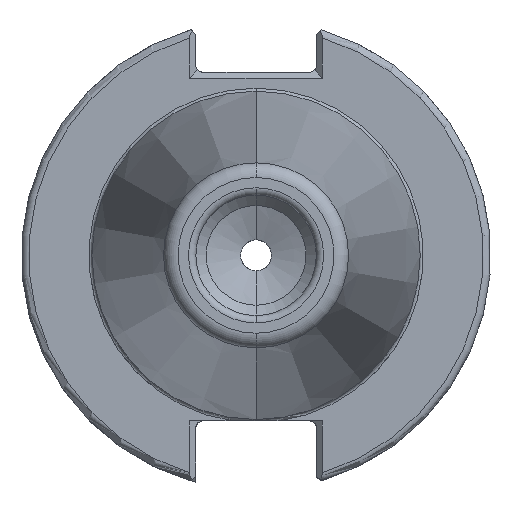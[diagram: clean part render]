
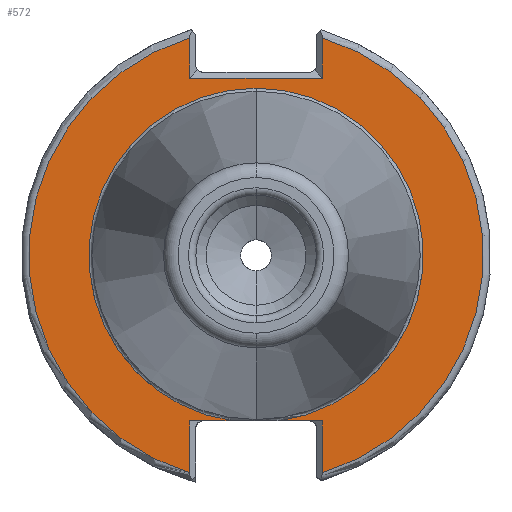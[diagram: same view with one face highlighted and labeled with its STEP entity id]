
A CAD part, left-side view. The second image highlights one B-rep face of the part: STEP entity #572.
In plain terms, the highlighted planar face has unit normal (-1, 0, 0).
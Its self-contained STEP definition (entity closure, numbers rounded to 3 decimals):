
#60 = EDGE_CURVE ( 'NONE', #3014, #1236, #4021, .T. ) ;
#66 = CARTESIAN_POINT ( 'NONE',  ( -76.82, -8.19, -22.41 ) ) ;
#119 = CARTESIAN_POINT ( 'NONE',  ( -76.82, -8.99, 24. ) ) ;
#188 = CIRCLE ( 'NONE', #4261, 22.625 ) ;
#274 = CARTESIAN_POINT ( 'NONE',  ( -76.82, 0., 0. ) ) ;
#307 = ORIENTED_EDGE ( 'NONE', *, *, #3545, .T. ) ;
#370 = VECTOR ( 'NONE', #3169, 1000. ) ;
#498 = DIRECTION ( 'NONE',  ( 0., 0., 1. ) ) ;
#572 = ADVANCED_FACE ( 'NONE', ( #1468 ), #1614, .F. ) ;
#590 = DIRECTION ( 'NONE',  ( 0., 0., 1. ) ) ;
#618 = DIRECTION ( 'NONE',  ( 0., -1., 0. ) ) ;
#667 = EDGE_CURVE ( 'NONE', #3917, #1843, #188, .T. ) ;
#742 = CARTESIAN_POINT ( 'NONE',  ( -76.82, -3.112, -22.41 ) ) ;
#803 = ORIENTED_EDGE ( 'NONE', *, *, #1283, .F. ) ;
#811 = VERTEX_POINT ( 'NONE', #742 ) ;
#926 = LINE ( 'NONE', #66, #3062 ) ;
#1003 = EDGE_CURVE ( 'NONE', #811, #5176, #926, .T. ) ;
#1070 = CARTESIAN_POINT ( 'NONE',  ( -76.82, 0., 0. ) ) ;
#1129 = LINE ( 'NONE', #2325, #2186 ) ;
#1140 = DIRECTION ( 'NONE',  ( 0., -1., 0. ) ) ;
#1202 = DIRECTION ( 'NONE',  ( 1., 0., 0. ) ) ;
#1212 = EDGE_CURVE ( 'NONE', #1236, #1227, #1129, .T. ) ;
#1227 = VERTEX_POINT ( 'NONE', #1494 ) ;
#1236 = VERTEX_POINT ( 'NONE', #119 ) ;
#1283 = EDGE_CURVE ( 'NONE', #811, #3917, #5015, .T. ) ;
#1360 = VERTEX_POINT ( 'NONE', #2263 ) ;
#1382 = AXIS2_PLACEMENT_3D ( 'NONE', #3569, #1202, #3182 ) ;
#1399 = AXIS2_PLACEMENT_3D ( 'NONE', #4199, #4478, #1762 ) ;
#1413 = EDGE_CURVE ( 'NONE', #5176, #4630, #2613, .T. ) ;
#1468 = FACE_OUTER_BOUND ( 'NONE', #2372, .T. ) ;
#1494 = CARTESIAN_POINT ( 'NONE',  ( -76.82, 8.99, 24. ) ) ;
#1504 = CARTESIAN_POINT ( 'NONE',  ( -76.82, -8.99, 0. ) ) ;
#1507 = ORIENTED_EDGE ( 'NONE', *, *, #1212, .T. ) ;
#1525 = CARTESIAN_POINT ( 'NONE',  ( -76.82, 8.99, 29.433 ) ) ;
#1614 = PLANE ( 'NONE',  #1382 ) ;
#1704 = CARTESIAN_POINT ( 'NONE',  ( -76.82, -8.99, 29.433 ) ) ;
#1762 = DIRECTION ( 'NONE',  ( 0., 0., -1. ) ) ;
#1763 = ORIENTED_EDGE ( 'NONE', *, *, #1413, .T. ) ;
#1816 = EDGE_CURVE ( 'NONE', #3013, #1843, #4312, .T. ) ;
#1822 = ORIENTED_EDGE ( 'NONE', *, *, #667, .F. ) ;
#1825 = CARTESIAN_POINT ( 'NONE',  ( -76.82, 3.112, -22.41 ) ) ;
#1843 = VERTEX_POINT ( 'NONE', #1825 ) ;
#1924 = DIRECTION ( 'NONE',  ( 0., 1., 0. ) ) ;
#1928 = CARTESIAN_POINT ( 'NONE',  ( -76.82, 0., 0. ) ) ;
#1988 = ORIENTED_EDGE ( 'NONE', *, *, #4878, .T. ) ;
#2097 = VECTOR ( 'NONE', #2140, 1000. ) ;
#2102 = ORIENTED_EDGE ( 'NONE', *, *, #1816, .T. ) ;
#2140 = DIRECTION ( 'NONE',  ( 0., 0., 1. ) ) ;
#2156 = CARTESIAN_POINT ( 'NONE',  ( -76.82, -8.99, -29.433 ) ) ;
#2160 = CARTESIAN_POINT ( 'NONE',  ( -76.82, 8.99, 0. ) ) ;
#2180 = VECTOR ( 'NONE', #618, 1000. ) ;
#2186 = VECTOR ( 'NONE', #1924, 1000. ) ;
#2232 = LINE ( 'NONE', #2160, #2097 ) ;
#2263 = CARTESIAN_POINT ( 'NONE',  ( -76.82, 8.99, -29.433 ) ) ;
#2324 = AXIS2_PLACEMENT_3D ( 'NONE', #1070, #3791, #590 ) ;
#2325 = CARTESIAN_POINT ( 'NONE',  ( -76.82, 0., 24. ) ) ;
#2327 = DIRECTION ( 'NONE',  ( 0., 0., -1. ) ) ;
#2372 = EDGE_LOOP ( 'NONE', ( #2962, #307, #2979, #2102, #1822, #803, #3920, #1763, #1988, #2817, #1507 ) ) ;
#2396 = AXIS2_PLACEMENT_3D ( 'NONE', #1928, #4741, #2327 ) ;
#2613 = LINE ( 'NONE', #1504, #370 ) ;
#2752 = EDGE_CURVE ( 'NONE', #1360, #3013, #2232, .T. ) ;
#2769 = CIRCLE ( 'NONE', #2396, 30.775 ) ;
#2817 = ORIENTED_EDGE ( 'NONE', *, *, #60, .T. ) ;
#2839 = VECTOR ( 'NONE', #498, 1000. ) ;
#2962 = ORIENTED_EDGE ( 'NONE', *, *, #3852, .T. ) ;
#2979 = ORIENTED_EDGE ( 'NONE', *, *, #2752, .T. ) ;
#3000 = DIRECTION ( 'NONE',  ( 0., 0., -1. ) ) ;
#3013 = VERTEX_POINT ( 'NONE', #4524 ) ;
#3014 = VERTEX_POINT ( 'NONE', #1704 ) ;
#3062 = VECTOR ( 'NONE', #1140, 1000. ) ;
#3169 = DIRECTION ( 'NONE',  ( 0., 0., -1. ) ) ;
#3182 = DIRECTION ( 'NONE',  ( 0., 0., -1. ) ) ;
#3431 = CARTESIAN_POINT ( 'NONE',  ( -76.82, -8.99, -22.41 ) ) ;
#3545 = EDGE_CURVE ( 'NONE', #4879, #1360, #4923, .T. ) ;
#3569 = CARTESIAN_POINT ( 'NONE',  ( -76.82, 0., 0. ) ) ;
#3633 = CARTESIAN_POINT ( 'NONE',  ( -76.82, 8.99, 30.701 ) ) ;
#3637 = CARTESIAN_POINT ( 'NONE',  ( -76.82, -8.19, -22.41 ) ) ;
#3771 = CARTESIAN_POINT ( 'NONE',  ( -76.82, -8.99, 24.8 ) ) ;
#3791 = DIRECTION ( 'NONE',  ( -1., 0., 0. ) ) ;
#3841 = DIRECTION ( 'NONE',  ( 0., 0., 1. ) ) ;
#3852 = EDGE_CURVE ( 'NONE', #1227, #4879, #4988, .T. ) ;
#3917 = VERTEX_POINT ( 'NONE', #5093 ) ;
#3920 = ORIENTED_EDGE ( 'NONE', *, *, #1003, .T. ) ;
#4021 = LINE ( 'NONE', #3771, #4151 ) ;
#4151 = VECTOR ( 'NONE', #3000, 1000. ) ;
#4199 = CARTESIAN_POINT ( 'NONE',  ( -76.82, 0., 0. ) ) ;
#4261 = AXIS2_PLACEMENT_3D ( 'NONE', #274, #4675, #3841 ) ;
#4312 = LINE ( 'NONE', #3637, #2180 ) ;
#4478 = DIRECTION ( 'NONE',  ( -1., 0., 0. ) ) ;
#4524 = CARTESIAN_POINT ( 'NONE',  ( -76.82, 8.99, -22.41 ) ) ;
#4630 = VERTEX_POINT ( 'NONE', #2156 ) ;
#4675 = DIRECTION ( 'NONE',  ( -1., 0., 0. ) ) ;
#4741 = DIRECTION ( 'NONE',  ( -1., 0., 0. ) ) ;
#4878 = EDGE_CURVE ( 'NONE', #4630, #3014, #2769, .T. ) ;
#4879 = VERTEX_POINT ( 'NONE', #1525 ) ;
#4923 = CIRCLE ( 'NONE', #1399, 30.775 ) ;
#4988 = LINE ( 'NONE', #3633, #2839 ) ;
#5015 = CIRCLE ( 'NONE', #2324, 22.625 ) ;
#5093 = CARTESIAN_POINT ( 'NONE',  ( -76.82, 0., 22.625 ) ) ;
#5176 = VERTEX_POINT ( 'NONE', #3431 ) ;
